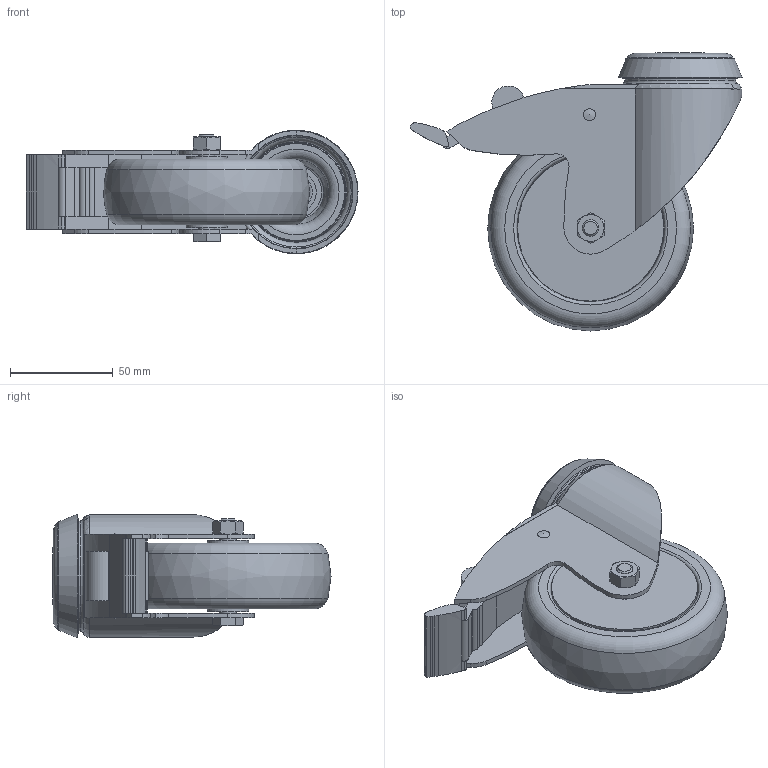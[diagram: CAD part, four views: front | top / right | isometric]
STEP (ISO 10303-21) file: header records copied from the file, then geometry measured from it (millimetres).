
FILE_DESCRIPTION((''),'2;1');
FILE_NAME('AR3494.stp','2016-08-05T15:37:25',('Envy'),(''),'Autodesk Inventor 2013','Autodesk Inventor 2013','');
FILE_SCHEMA(('AUTOMOTIVE_DESIGN { 1 0 10303 214 1 1 1 1 }'));
Length unit declared in the file: millimetre
Products named in the file (3): AR3494; AR3494 I; AR3494 II
Assembly tree (2 placements, depth 2):
  AR3494
    AR3494 I
    AR3494 II
Bounding box: 161.22 x 135 x 60 mm (x, y, z)
Volume: 252645 mm3; surface area: 103719.5 mm2
Topology: 2 solids, 2 shells, 206 faces, 509 edges, 324 vertices
Faces by surface type: plane 83, cylinder 62, cone 34, torus 25, bspline 2
Full cylindrical faces by diameter (mm): 3 x2, 8 x2, 11 x1, 12.3 x1, 19.5 x1, 20 x4, 31.6 x1, 47.5 x1, 53.7 x1, 71 x2
Entity records: 6229 total; most frequent: CARTESIAN_POINT 1282, DIRECTION 1003, ORIENTED_EDGE 888, EDGE_CURVE 444, AXIS2_PLACEMENT_3D 403, VERTEX_POINT 316, EDGE_LOOP 292, FACE_OUTER_BOUND 206
